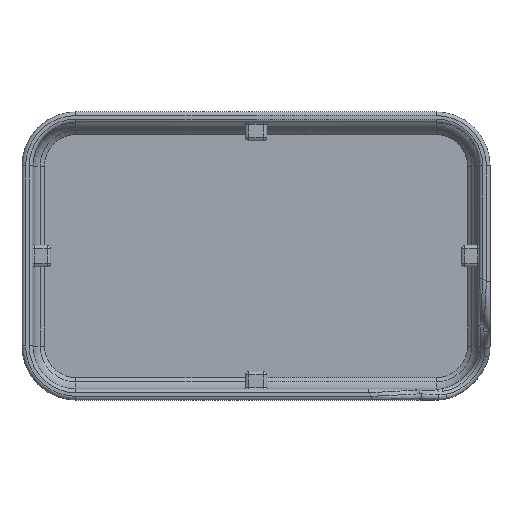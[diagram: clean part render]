
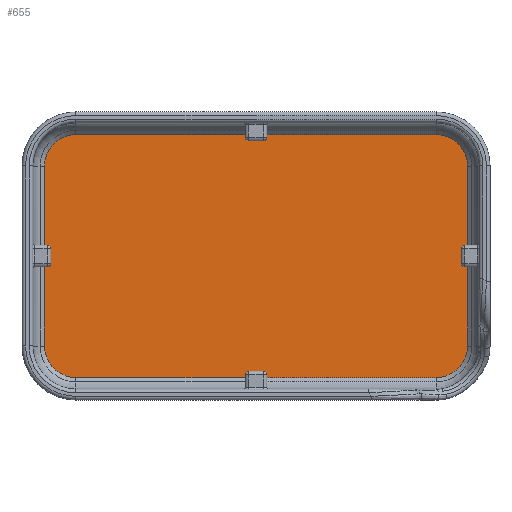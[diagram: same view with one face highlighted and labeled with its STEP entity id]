
A CAD part, top view. The second image highlights one B-rep face of the part: STEP entity #655.
In plain terms, the highlighted planar face has unit normal (0, 0, 1).
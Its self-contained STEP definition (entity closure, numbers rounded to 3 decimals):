
#199 = AXIS2_PLACEMENT_3D ( 'NONE', #2793, #2804, #2805 ) ;
#426 = VERTEX_POINT ( 'NONE', #2191 ) ;
#428 = VERTEX_POINT ( 'NONE', #2193 ) ;
#431 = VERTEX_POINT ( 'NONE', #2196 ) ;
#432 = VERTEX_POINT ( 'NONE', #2197 ) ;
#440 = VERTEX_POINT ( 'NONE', #2205 ) ;
#441 = VERTEX_POINT ( 'NONE', #2206 ) ;
#442 = VERTEX_POINT ( 'NONE', #2207 ) ;
#443 = VERTEX_POINT ( 'NONE', #2208 ) ;
#655 = ADVANCED_FACE ( 'NONE', ( #2801 ), #2802, .T. ) ;
#803 = EDGE_CURVE ( 'NONE', #428, #431, #3598, .T. ) ;
#804 = EDGE_CURVE ( 'NONE', #426, #428, #3331, .T. ) ;
#805 = EDGE_CURVE ( 'NONE', #441, #426, #3599, .T. ) ;
#806 = EDGE_CURVE ( 'NONE', #432, #441, #3337, .T. ) ;
#807 = EDGE_CURVE ( 'NONE', #440, #432, #3602, .T. ) ;
#808 = EDGE_CURVE ( 'NONE', #442, #440, #3343, .T. ) ;
#809 = EDGE_CURVE ( 'NONE', #443, #442, #3605, .T. ) ;
#810 = EDGE_CURVE ( 'NONE', #431, #443, #3349, .T. ) ;
#878 = ORIENTED_EDGE ( 'NONE', *, *, #803, .F. ) ;
#879 = ORIENTED_EDGE ( 'NONE', *, *, #804, .F. ) ;
#880 = ORIENTED_EDGE ( 'NONE', *, *, #805, .F. ) ;
#881 = ORIENTED_EDGE ( 'NONE', *, *, #806, .F. ) ;
#882 = ORIENTED_EDGE ( 'NONE', *, *, #807, .F. ) ;
#883 = ORIENTED_EDGE ( 'NONE', *, *, #808, .F. ) ;
#884 = ORIENTED_EDGE ( 'NONE', *, *, #809, .F. ) ;
#885 = ORIENTED_EDGE ( 'NONE', *, *, #810, .F. ) ;
#1411 = EDGE_LOOP ( 'NONE', ( #878, #879, #880, #881, #882, #883, #884, #885 ) ) ;
#2191 = CARTESIAN_POINT ( 'NONE',  ( -58.757, -25., 3. ) ) ;
#2193 = CARTESIAN_POINT ( 'NONE',  ( -58.757, 25., 3. ) ) ;
#2196 = CARTESIAN_POINT ( 'NONE',  ( -50., 33.757, 3. ) ) ;
#2197 = CARTESIAN_POINT ( 'NONE',  ( 50., -33.757, 3. ) ) ;
#2205 = CARTESIAN_POINT ( 'NONE',  ( 58.757, -25., 3. ) ) ;
#2206 = CARTESIAN_POINT ( 'NONE',  ( -50., -33.757, 3. ) ) ;
#2207 = CARTESIAN_POINT ( 'NONE',  ( 58.757, 25., 3. ) ) ;
#2208 = CARTESIAN_POINT ( 'NONE',  ( 50., 33.757, 3. ) ) ;
#2793 = CARTESIAN_POINT ( 'NONE',  ( -65., 40., 3. ) ) ;
#2801 = FACE_OUTER_BOUND ( 'NONE', #1411, .T. ) ;
#2802 = PLANE ( 'NONE',  #199 ) ;
#2804 = DIRECTION ( 'NONE',  ( 0., 0., 1. ) ) ;
#2805 = DIRECTION ( 'NONE',  ( 1., 0., 0. ) ) ;
#3324 = CARTESIAN_POINT ( 'NONE',  ( -58.757, -40., 3. ) ) ;
#3331 = LINE ( 'NONE', #3324, #3589 ) ;
#3332 = CARTESIAN_POINT ( 'NONE',  ( -50., 25., 3. ) ) ;
#3333 = DIRECTION ( 'NONE',  ( 0., 0., -1. ) ) ;
#3334 = DIRECTION ( 'NONE',  ( 1., 0., 0. ) ) ;
#3335 = CARTESIAN_POINT ( 'NONE',  ( 65., -33.757, 3. ) ) ;
#3336 = DIRECTION ( 'NONE',  ( 0., 1., 0. ) ) ;
#3337 = LINE ( 'NONE', #3335, #3601 ) ;
#3338 = CARTESIAN_POINT ( 'NONE',  ( -50., -25., 3. ) ) ;
#3339 = DIRECTION ( 'NONE',  ( 0., 0., -1. ) ) ;
#3340 = DIRECTION ( 'NONE',  ( 1., 0., 0. ) ) ;
#3341 = CARTESIAN_POINT ( 'NONE',  ( 58.757, -40., 3. ) ) ;
#3342 = DIRECTION ( 'NONE',  ( -1., 0., 0. ) ) ;
#3343 = LINE ( 'NONE', #3341, #3604 ) ;
#3344 = CARTESIAN_POINT ( 'NONE',  ( 50., -25., 3. ) ) ;
#3345 = DIRECTION ( 'NONE',  ( 0., 0., -1. ) ) ;
#3346 = DIRECTION ( 'NONE',  ( 1., 0., 0. ) ) ;
#3347 = CARTESIAN_POINT ( 'NONE',  ( 65., 33.757, 3. ) ) ;
#3348 = DIRECTION ( 'NONE',  ( 0., -1., 0. ) ) ;
#3349 = LINE ( 'NONE', #3347, #3607 ) ;
#3350 = CARTESIAN_POINT ( 'NONE',  ( 50., 25., 3. ) ) ;
#3351 = DIRECTION ( 'NONE',  ( 0., 0., -1. ) ) ;
#3352 = DIRECTION ( 'NONE',  ( 1., 0., 0. ) ) ;
#3353 = DIRECTION ( 'NONE',  ( 1., 0., 0. ) ) ;
#3589 = VECTOR ( 'NONE', #3336, 1000. ) ;
#3598 = CIRCLE ( 'NONE', #3600, 8.757 ) ;
#3599 = CIRCLE ( 'NONE', #3603, 8.757 ) ;
#3600 = AXIS2_PLACEMENT_3D ( 'NONE', #3332, #3333, #3334 ) ;
#3601 = VECTOR ( 'NONE', #3342, 1000. ) ;
#3602 = CIRCLE ( 'NONE', #3606, 8.757 ) ;
#3603 = AXIS2_PLACEMENT_3D ( 'NONE', #3338, #3339, #3340 ) ;
#3604 = VECTOR ( 'NONE', #3348, 1000. ) ;
#3605 = CIRCLE ( 'NONE', #3609, 8.757 ) ;
#3606 = AXIS2_PLACEMENT_3D ( 'NONE', #3344, #3345, #3346 ) ;
#3607 = VECTOR ( 'NONE', #3353, 1000. ) ;
#3609 = AXIS2_PLACEMENT_3D ( 'NONE', #3350, #3351, #3352 ) ;
